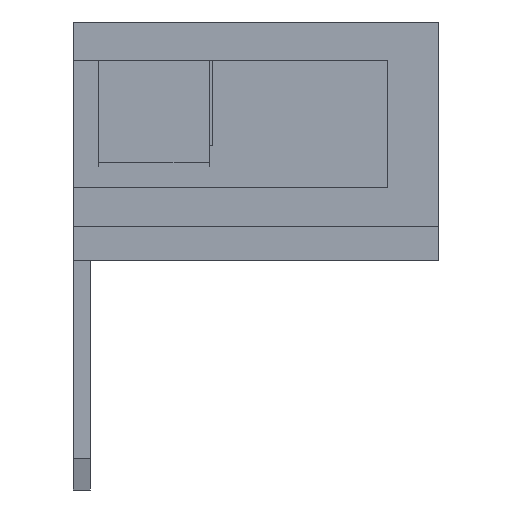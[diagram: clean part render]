
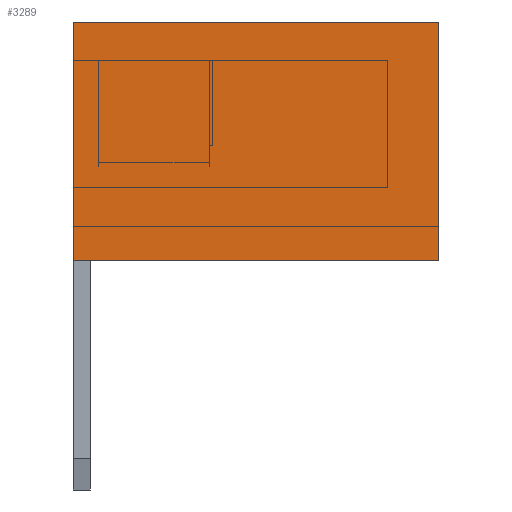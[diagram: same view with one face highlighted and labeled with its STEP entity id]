
A CAD part, left-side view. The second image highlights one B-rep face of the part: STEP entity #3289.
In plain terms, the highlighted planar face has unit normal (-1, 0, 0).
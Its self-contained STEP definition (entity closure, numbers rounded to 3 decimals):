
#3289=ADVANCED_FACE('',(#23557),#23559,.T.);
#23557=FACE_BOUND('',#23558,.T.);
#23558=EDGE_LOOP('',(#39777,#39778,#39779,#39780));
#23559=PLANE('',#23560);
#23560=AXIS2_PLACEMENT_3D('',#23561,#23562,#23563);
#23561=CARTESIAN_POINT('',(-1.,-4.2,0.));
#23562=DIRECTION('',(-1.,0.,0.));
#23563=DIRECTION('',(0.,0.,1.));
#39777=ORIENTED_EDGE('',*,*,#50981,.T.);
#39778=ORIENTED_EDGE('',*,*,#51570,.T.);
#39779=ORIENTED_EDGE('',*,*,#50672,.F.);
#39780=ORIENTED_EDGE('',*,*,#51569,.F.);
#50672=EDGE_CURVE('',#57530,#57532,#57533,.T.);
#50981=EDGE_CURVE('',#57966,#57967,#57968,.T.);
#51569=EDGE_CURVE('',#57966,#57530,#58945,.T.);
#51570=EDGE_CURVE('',#57967,#57532,#58946,.T.);
#57530=VERTEX_POINT('',#69010);
#57532=VERTEX_POINT('',#69014);
#57533=LINE('',#69015,#69016);
#57966=VERTEX_POINT('',#70066);
#57967=VERTEX_POINT('',#70067);
#57968=LINE('',#70068,#70069);
#58945=LINE('',#72221,#72222);
#58946=LINE('',#72224,#72225);
#69010=CARTESIAN_POINT('',(-1.,0.1,0.));
#69014=CARTESIAN_POINT('',(-1.,0.1,2.8));
#69015=CARTESIAN_POINT('',(-1.,0.1,0.));
#69016=VECTOR('',#69017,1.);
#69017=DIRECTION('',(0.,0.,1.));
#70066=CARTESIAN_POINT('',(-1.,-4.2,0.));
#70067=CARTESIAN_POINT('',(-1.,-4.2,2.8));
#70068=CARTESIAN_POINT('',(-1.,-4.2,0.));
#70069=VECTOR('',#70070,1.);
#70070=DIRECTION('',(0.,0.,1.));
#72221=CARTESIAN_POINT('',(-1.,-4.2,0.));
#72222=VECTOR('',#72223,1.);
#72223=DIRECTION('',(0.,1.,0.));
#72224=CARTESIAN_POINT('',(-1.,-4.2,2.8));
#72225=VECTOR('',#72226,1.);
#72226=DIRECTION('',(0.,1.,0.));
